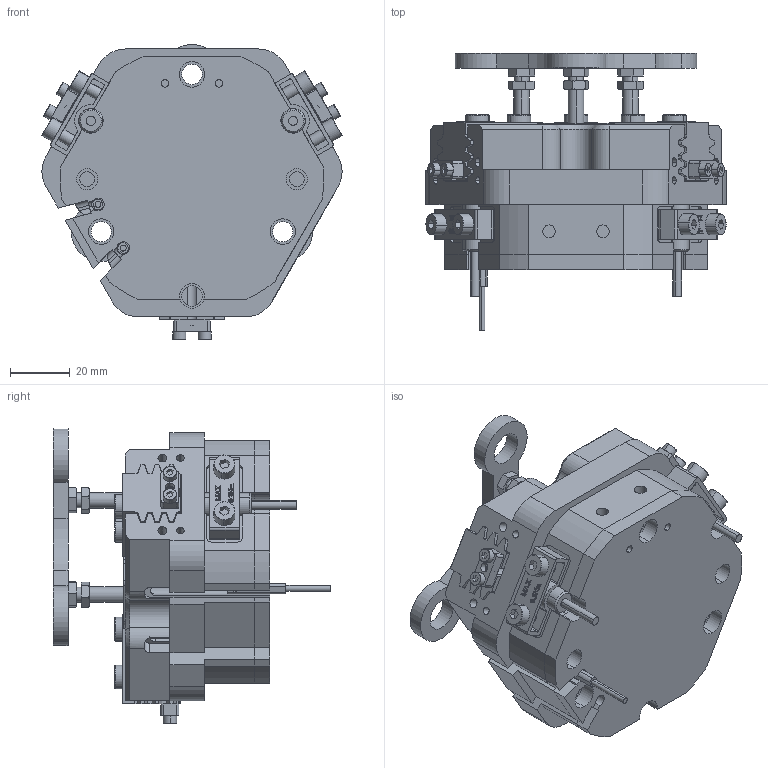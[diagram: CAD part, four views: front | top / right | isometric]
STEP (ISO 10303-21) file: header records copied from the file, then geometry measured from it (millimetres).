
FILE_DESCRIPTION (( 'STEP AP203' ), '1' );
FILE_NAME ('FZ55-100-S-C30.STEP', '2025-03-30T07:11:05', ( 'USER-' ), ( 'Microsoft' ), 'SwSTEP 2.0', 'SolidWorks 2018', '' );
FILE_SCHEMA (( 'CONFIG_CONTROL_DESIGN' ));
Length unit declared in the file: millimetre
Products named in the file (17): 棠羲換覜ん; FZ55-100-M-08 芢啣; FZ55-100-S-01 賑輸; 内六角圆柱头螺钉[GBT70_1-2008][M2.5×8]_M2.5×8; 苤覜聆假蚾璃; TZT55 陔笢猾啣; 揤輸蚾饜极; FZ55-100-M-07 芢裝; TZT55-M-01 褲极; FZ55-100-S-C30; TZT55-M-05 菁裔啣; 内六角圆柱头螺钉[GBT70_1-2008][M4×12]_M4×12; 20241226-M4 M4換覜ん揤輸; 六角薄螺母_A级和B级[GBT6172_1-2000][M5]_M5; 16x8-R1.5; ﾏ擎ﾗ8｡ﾁ6｡ﾁ6; 电容传感器8x23接近开关
Assembly tree (39 placements, depth 3):
  FZ55-100-S-C30
    TZT55-M-01 褲极
    TZT55-M-05 菁裔啣
    TZT55 陔笢猾啣
    电容传感器8x23接近开关  x2
    20241226-M4 M4換覜ん揤輸  x2
    16x8-R1.5
    棠羲換覜ん  x2
    揤輸蚾饜极  x3
      内六角圆柱头螺钉[GBT70_1-2008][M2.5×8]_M2.5×8
      苤覜聆假蚾璃
    ﾏ擎ﾗ8｡ﾁ6｡ﾁ6  x6
    内六角圆柱头螺钉[GBT70_1-2008][M4×12]_M4×12  x4
    FZ55-100-S-01 賑輸  x3
    FZ55-100-M-07 芢裝  x3
    FZ55-100-M-08 芢啣
    六角薄螺母_A级和B级[GBT6172_1-2000][M5]_M5  x6
Bounding box: 100.25 x 92.73 x 98.46 mm (x, y, z)
Volume: 282772.3 mm3; surface area: 92462.3 mm2
Topology: 42 solids, 44 shells, 2564 faces, 6692 edges, 4285 vertices
Faces by surface type: plane 1216, cylinder 596, bspline 377, cone 335, torus 40
Entity records: 62047 total; most frequent: CARTESIAN_POINT 19855, ORIENTED_EDGE 8672, DIRECTION 7508, EDGE_CURVE 4336, VERTEX_POINT 2823, LINE 2816, VECTOR 2816, AXIS2_PLACEMENT_3D 2346
